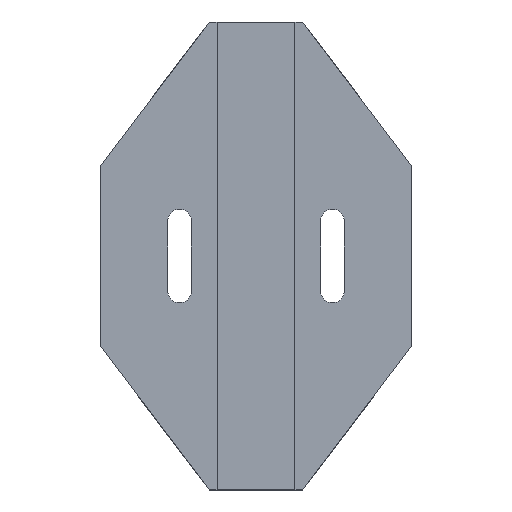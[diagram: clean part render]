
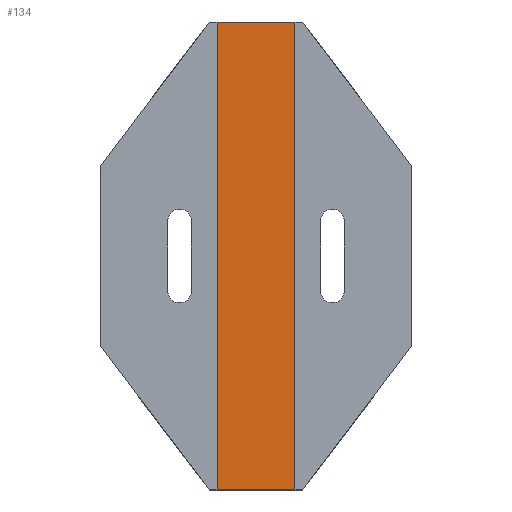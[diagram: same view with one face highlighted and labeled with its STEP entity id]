
A CAD part, top view. The second image highlights one B-rep face of the part: STEP entity #134.
In plain terms, the highlighted planar face has unit normal (0, 0, 1).
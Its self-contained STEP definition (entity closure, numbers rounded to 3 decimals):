
#116=AXIS2_PLACEMENT_3D('Plane Axis2P3D',#113,#114,#115) ;
#38=CARTESIAN_POINT('Line Origine',(7.5,15.,3.5)) ;
#42=CARTESIAN_POINT('Vertex',(7.5,30.,3.5)) ;
#44=CARTESIAN_POINT('Vertex',(7.5,0.,3.5)) ;
#91=CARTESIAN_POINT('Vertex',(12.5,30.,3.5)) ;
#94=CARTESIAN_POINT('Line Origine',(12.5,15.,3.5)) ;
#98=CARTESIAN_POINT('Vertex',(12.5,0.,3.5)) ;
#113=CARTESIAN_POINT('Axis2P3D Location',(7.5,15.,3.5)) ;
#118=CARTESIAN_POINT('Line Origine',(10.,30.,3.5)) ;
#123=CARTESIAN_POINT('Line Origine',(10.,0.,3.5)) ;
#39=DIRECTION('Vector Direction',(0.,-1.,0.)) ;
#95=DIRECTION('Vector Direction',(0.,-1.,0.)) ;
#114=DIRECTION('Axis2P3D Direction',(0.,0.,-1.)) ;
#115=DIRECTION('Axis2P3D XDirection',(1.,0.,0.)) ;
#119=DIRECTION('Vector Direction',(1.,0.,0.)) ;
#124=DIRECTION('Vector Direction',(1.,0.,0.)) ;
#40=VECTOR('Line Direction',#39,1.) ;
#96=VECTOR('Line Direction',#95,1.) ;
#120=VECTOR('Line Direction',#119,1.) ;
#125=VECTOR('Line Direction',#124,1.) ;
#129=ORIENTED_EDGE('',*,*,#100,.F.) ;
#130=ORIENTED_EDGE('',*,*,#122,.T.) ;
#131=ORIENTED_EDGE('',*,*,#46,.T.) ;
#132=ORIENTED_EDGE('',*,*,#127,.F.) ;
#134=ADVANCED_FACE('S3D GEDREHT',(#133),#117,.F.) ;
#46=EDGE_CURVE('',#43,#45,#41,.T.) ;
#100=EDGE_CURVE('',#92,#99,#97,.T.) ;
#122=EDGE_CURVE('',#92,#43,#121,.F.) ;
#127=EDGE_CURVE('',#99,#45,#126,.F.) ;
#128=EDGE_LOOP('',(#129,#130,#131,#132)) ;
#133=FACE_OUTER_BOUND('',#128,.T.) ;
#41=LINE('Line',#38,#40) ;
#97=LINE('Line',#94,#96) ;
#121=LINE('Line',#118,#120) ;
#126=LINE('Line',#123,#125) ;
#117=PLANE('',#116) ;
#43=VERTEX_POINT('',#42) ;
#45=VERTEX_POINT('',#44) ;
#92=VERTEX_POINT('',#91) ;
#99=VERTEX_POINT('',#98) ;
